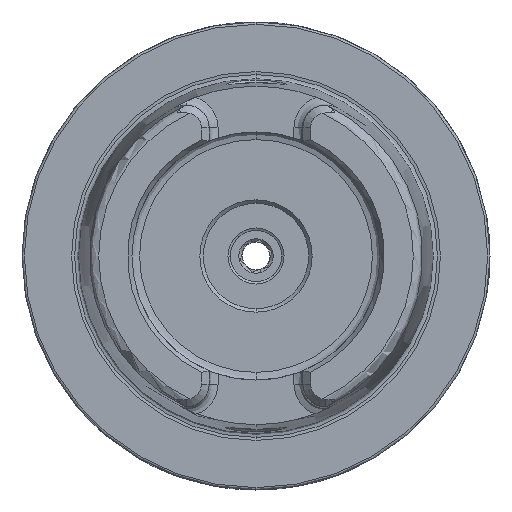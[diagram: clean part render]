
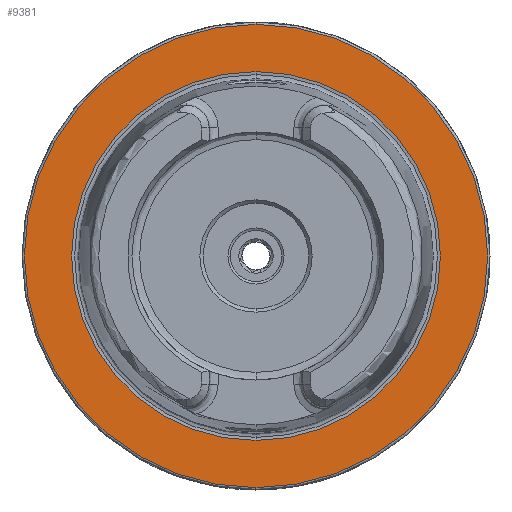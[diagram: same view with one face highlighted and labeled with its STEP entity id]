
A CAD part, left-side view. The second image highlights one B-rep face of the part: STEP entity #9381.
In plain terms, the highlighted planar face has unit normal (-1, 0, 0).
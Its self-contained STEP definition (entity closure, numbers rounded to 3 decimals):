
#585 = CARTESIAN_POINT ( 'NONE',  ( 0., 49.5, 0. ) ) ;
#650 = ORIENTED_EDGE ( 'NONE', *, *, #1247, .F. ) ;
#669 = DIRECTION ( 'NONE',  ( 0., 0., -1. ) ) ;
#708 = VERTEX_POINT ( 'NONE', #4954 ) ;
#1100 = EDGE_LOOP ( 'NONE', ( #2116, #650 ) ) ;
#1247 = EDGE_CURVE ( 'NONE', #3648, #7758, #9886, .T. ) ;
#2116 = ORIENTED_EDGE ( 'NONE', *, *, #9465, .F. ) ;
#2320 = AXIS2_PLACEMENT_3D ( 'NONE', #4281, #10838, #5237 ) ;
#2510 = ORIENTED_EDGE ( 'NONE', *, *, #10246, .T. ) ;
#2864 = CIRCLE ( 'NONE', #11614, 39.405 ) ;
#3275 = CIRCLE ( 'NONE', #2320, 49.5 ) ;
#3576 = DIRECTION ( 'NONE',  ( -1., 0., 0. ) ) ;
#3595 = CARTESIAN_POINT ( 'NONE',  ( 0., 0., 39.405 ) ) ;
#3648 = VERTEX_POINT ( 'NONE', #8537 ) ;
#3696 = EDGE_LOOP ( 'NONE', ( #4561, #2510 ) ) ;
#4281 = CARTESIAN_POINT ( 'NONE',  ( 0., 0., 0. ) ) ;
#4415 = PLANE ( 'NONE',  #9696 ) ;
#4533 = DIRECTION ( 'NONE',  ( -1., 0., 0. ) ) ;
#4561 = ORIENTED_EDGE ( 'NONE', *, *, #6375, .T. ) ;
#4954 = CARTESIAN_POINT ( 'NONE',  ( 0., 0., -49.5 ) ) ;
#5237 = DIRECTION ( 'NONE',  ( 0., 0., 1. ) ) ;
#5383 = CARTESIAN_POINT ( 'NONE',  ( 0., 0., 0. ) ) ;
#5385 = FACE_OUTER_BOUND ( 'NONE', #3696, .T. ) ;
#5552 = VERTEX_POINT ( 'NONE', #12219 ) ;
#5791 = CIRCLE ( 'NONE', #8346, 49.5 ) ;
#6315 = DIRECTION ( 'NONE',  ( 1., 0., 0. ) ) ;
#6375 = EDGE_CURVE ( 'NONE', #5552, #708, #3275, .T. ) ;
#7079 = AXIS2_PLACEMENT_3D ( 'NONE', #5383, #8542, #8582 ) ;
#7758 = VERTEX_POINT ( 'NONE', #3595 ) ;
#8155 = FACE_BOUND ( 'NONE', #1100, .T. ) ;
#8346 = AXIS2_PLACEMENT_3D ( 'NONE', #9200, #3576, #10126 ) ;
#8537 = CARTESIAN_POINT ( 'NONE',  ( 0., 0., -39.405 ) ) ;
#8542 = DIRECTION ( 'NONE',  ( -1., 0., 0. ) ) ;
#8582 = DIRECTION ( 'NONE',  ( 0., 0., 1. ) ) ;
#9200 = CARTESIAN_POINT ( 'NONE',  ( 0., 0., 0. ) ) ;
#9381 = ADVANCED_FACE ( 'NONE', ( #8155, #5385 ), #4415, .F. ) ;
#9465 = EDGE_CURVE ( 'NONE', #7758, #3648, #2864, .T. ) ;
#9696 = AXIS2_PLACEMENT_3D ( 'NONE', #585, #6315, #669 ) ;
#9886 = CIRCLE ( 'NONE', #7079, 39.405 ) ;
#10126 = DIRECTION ( 'NONE',  ( 0., 0., 1. ) ) ;
#10137 = CARTESIAN_POINT ( 'NONE',  ( 0., 0., 0. ) ) ;
#10246 = EDGE_CURVE ( 'NONE', #708, #5552, #5791, .T. ) ;
#10838 = DIRECTION ( 'NONE',  ( -1., 0., 0. ) ) ;
#11093 = DIRECTION ( 'NONE',  ( 0., 0., 1. ) ) ;
#11614 = AXIS2_PLACEMENT_3D ( 'NONE', #10137, #4533, #11093 ) ;
#12219 = CARTESIAN_POINT ( 'NONE',  ( 0., 0., 49.5 ) ) ;
